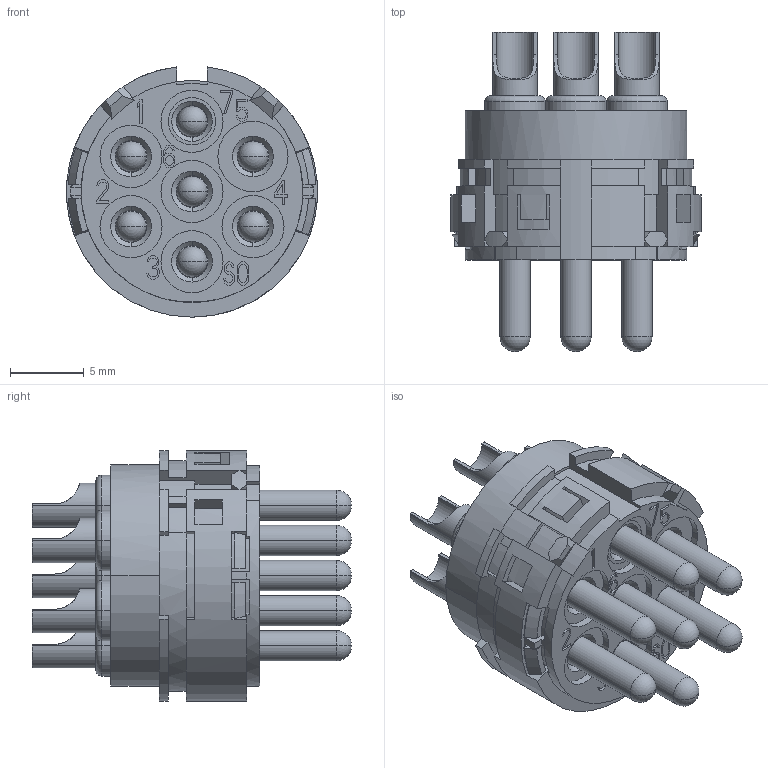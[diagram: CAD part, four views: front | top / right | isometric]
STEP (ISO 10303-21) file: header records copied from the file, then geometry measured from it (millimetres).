
FILE_DESCRIPTION((''),'2;1');
FILE_NAME('HR23-007R-MST','2017-07-18T',('tc.chen'),(''),'PRO/ENGINEER BY PARAMETRIC TECHNOLOGY CORPORATION, 2012480','PRO/ENGINEER BY PARAMETRIC TECHNOLOGY CORPORATION, 2012480','');
FILE_SCHEMA(('AUTOMOTIVE_DESIGN { 1 0 10303 214 1 1 1 1 }'));
Length unit declared in the file: millimetre
Products named in the file (1): HR23-007R-MST
Bounding box: 16.96 x 21.6 x 16.94 mm (x, y, z)
Volume: 2091.8 mm3; surface area: 4070.8 mm2
Topology: 1 solids, 1 shells, 1184 faces, 3327 edges, 2164 vertices
Faces by surface type: plane 844, cylinder 224, cone 60, torus 42, sphere 14
Entity records: 39411 total; most frequent: CARTESIAN_POINT 7149, ORIENTED_EDGE 6598, DIRECTION 6308, EDGE_CURVE 3299, VECTOR 2546, LINE 2546, VERTEX_POINT 2164, AXIS2_PLACEMENT_3D 1881
